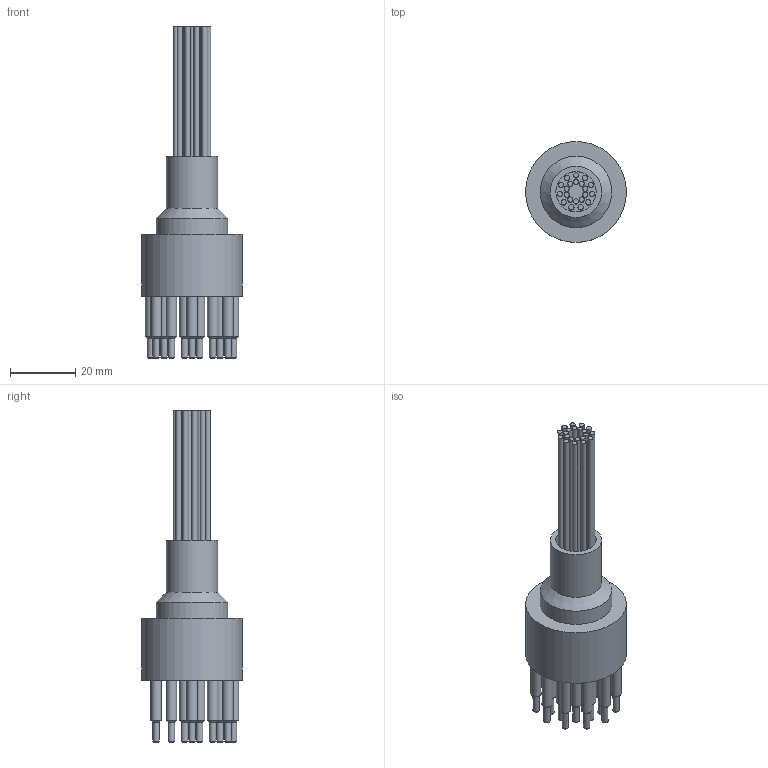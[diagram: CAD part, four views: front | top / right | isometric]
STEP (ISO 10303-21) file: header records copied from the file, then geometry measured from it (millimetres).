
FILE_DESCRIPTION(/* description */ (''),/* implementation_level */ '2;1');
FILE_NAME(/* name */ 'MCOM21M.stp',/* time_stamp */ '2014-11-26T09:51:37+01:00',/* author */ ('sh'),/* organization */ (''),/* preprocessor_version */ 'ST-DEVELOPER v15.2',/* originating_system */ 'Autodesk Inventor 2014',/* authorisation */ '');
FILE_SCHEMA (('AUTOMOTIVE_DESIGN { 1 0 10303 214 3 1 1 }'));
Length unit declared in the file: millimetre
Products named in the file (1): MCOM21M
Bounding box: 31 x 31 x 102 mm (x, y, z)
Volume: 23209.6 mm3; surface area: 14559.7 mm2
Topology: 1 solids, 1 shells, 698 faces, 1758 edges, 1151 vertices
Faces by surface type: plane 329, bspline 259, cylinder 67, cone 43
Full cylindrical faces by diameter (mm): 1.6 x21, 2 x21, 3.2 x21, 12.4 x1, 15.8 x1, 22 x1, 31 x1
Entity records: 22472 total; most frequent: CARTESIAN_POINT 7638, ORIENTED_EDGE 3292, DIRECTION 2163, EDGE_CURVE 1646, VERTEX_POINT 1149, LINE 973, VECTOR 973, EDGE_LOOP 897
